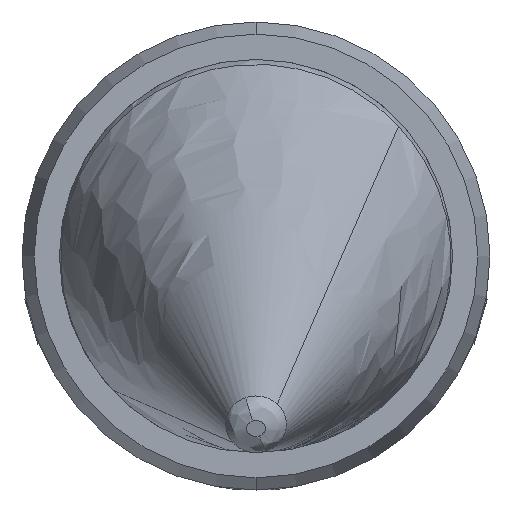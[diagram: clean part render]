
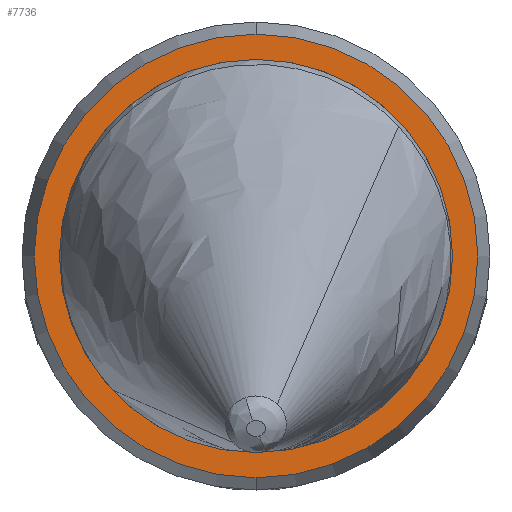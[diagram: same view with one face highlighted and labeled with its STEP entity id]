
A CAD part, front view. The second image highlights one B-rep face of the part: STEP entity #7736.
In plain terms, the highlighted planar face has unit normal (0, -1, 0).
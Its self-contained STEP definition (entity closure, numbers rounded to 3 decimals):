
#237 = VERTEX_POINT ( 'NONE', #22391 ) ;
#1170 = CARTESIAN_POINT ( 'NONE',  ( 0., -65., 35.55 ) ) ;
#2960 = CARTESIAN_POINT ( 'NONE',  ( 0., -65., 0. ) ) ;
#4096 = CIRCLE ( 'NONE', #19470, 35.55 ) ;
#5283 = DIRECTION ( 'NONE',  ( 0., -1., 0. ) ) ;
#5475 = ORIENTED_EDGE ( 'NONE', *, *, #23289, .T. ) ;
#5482 = EDGE_CURVE ( 'NONE', #13960, #18432, #22190, .T. ) ;
#5625 = ORIENTED_EDGE ( 'NONE', *, *, #24827, .T. ) ;
#5710 = CARTESIAN_POINT ( 'NONE',  ( 0., -65., 0. ) ) ;
#6123 = AXIS2_PLACEMENT_3D ( 'NONE', #5710, #26818, #8498 ) ;
#6603 = CIRCLE ( 'NONE', #6123, 31.5 ) ;
#7736 = ADVANCED_FACE ( 'NONE', ( #19845, #12266 ), #12114, .T. ) ;
#8498 = DIRECTION ( 'NONE',  ( 0., 0., 1. ) ) ;
#10071 = AXIS2_PLACEMENT_3D ( 'NONE', #17734, #20211, #29683 ) ;
#12114 = PLANE ( 'NONE',  #12519 ) ;
#12266 = FACE_BOUND ( 'NONE', #28640, .T. ) ;
#12519 = AXIS2_PLACEMENT_3D ( 'NONE', #21867, #17536, #14749 ) ;
#13153 = CARTESIAN_POINT ( 'NONE',  ( 0., -65., 0. ) ) ;
#13960 = VERTEX_POINT ( 'NONE', #1170 ) ;
#14003 = CARTESIAN_POINT ( 'NONE',  ( 0., -65., -31.5 ) ) ;
#14047 = CIRCLE ( 'NONE', #10071, 31.5 ) ;
#14065 = ORIENTED_EDGE ( 'NONE', *, *, #24470, .T. ) ;
#14619 = DIRECTION ( 'NONE',  ( 0., 0., -1. ) ) ;
#14749 = DIRECTION ( 'NONE',  ( 0., 0., -1. ) ) ;
#17536 = DIRECTION ( 'NONE',  ( 0., -1., 0. ) ) ;
#17734 = CARTESIAN_POINT ( 'NONE',  ( 0., -65., 0. ) ) ;
#17847 = ORIENTED_EDGE ( 'NONE', *, *, #5482, .T. ) ;
#18432 = VERTEX_POINT ( 'NONE', #30265 ) ;
#19470 = AXIS2_PLACEMENT_3D ( 'NONE', #2960, #5283, #14619 ) ;
#19845 = FACE_OUTER_BOUND ( 'NONE', #27078, .T. ) ;
#20211 = DIRECTION ( 'NONE',  ( 0., 1., 0. ) ) ;
#20271 = DIRECTION ( 'NONE',  ( 0., 0., -1. ) ) ;
#21867 = CARTESIAN_POINT ( 'NONE',  ( -31.5, -65., 0. ) ) ;
#22190 = CIRCLE ( 'NONE', #26164, 35.55 ) ;
#22391 = CARTESIAN_POINT ( 'NONE',  ( 0., -65., 31.5 ) ) ;
#22598 = DIRECTION ( 'NONE',  ( 0., -1., 0. ) ) ;
#23077 = VERTEX_POINT ( 'NONE', #14003 ) ;
#23289 = EDGE_CURVE ( 'NONE', #18432, #13960, #4096, .T. ) ;
#24470 = EDGE_CURVE ( 'NONE', #23077, #237, #14047, .T. ) ;
#24827 = EDGE_CURVE ( 'NONE', #237, #23077, #6603, .T. ) ;
#26164 = AXIS2_PLACEMENT_3D ( 'NONE', #13153, #22598, #20271 ) ;
#26818 = DIRECTION ( 'NONE',  ( 0., 1., 0. ) ) ;
#27078 = EDGE_LOOP ( 'NONE', ( #17847, #5475 ) ) ;
#28640 = EDGE_LOOP ( 'NONE', ( #5625, #14065 ) ) ;
#29683 = DIRECTION ( 'NONE',  ( 0., 0., 1. ) ) ;
#30265 = CARTESIAN_POINT ( 'NONE',  ( 0., -65., -35.55 ) ) ;
